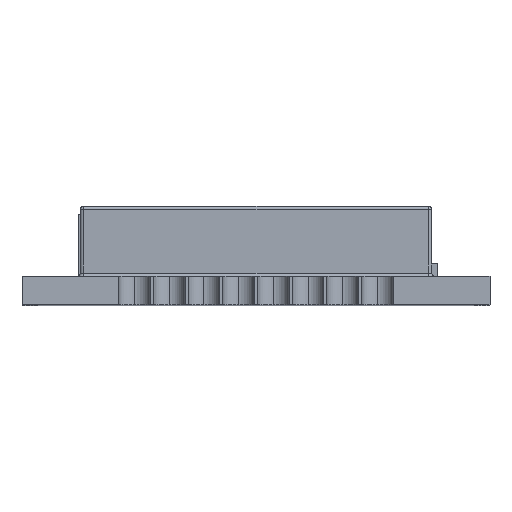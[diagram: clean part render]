
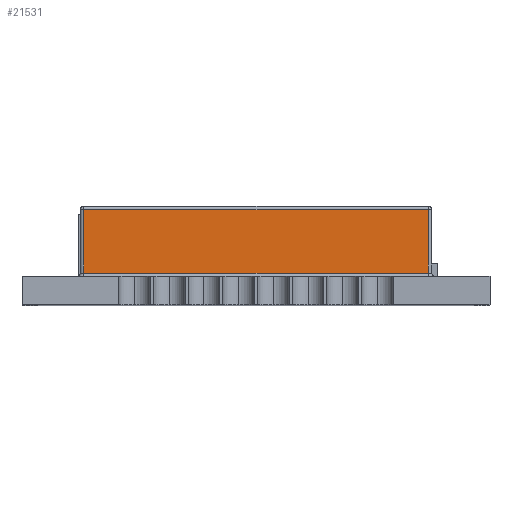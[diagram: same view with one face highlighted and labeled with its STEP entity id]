
A CAD part, top view. The second image highlights one B-rep face of the part: STEP entity #21531.
In plain terms, the highlighted planar face has unit normal (0, 0, 1).
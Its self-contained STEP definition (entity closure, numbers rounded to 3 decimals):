
#1091 = VECTOR ( 'NONE', #1162, 1000. ) ;
#1162 = DIRECTION ( 'NONE',  ( 0., -1., 0. ) ) ;
#1232 = ORIENTED_EDGE ( 'NONE', *, *, #17628, .T. ) ;
#1644 = VECTOR ( 'NONE', #18656, 1000. ) ;
#1969 = VECTOR ( 'NONE', #23978, 1000. ) ;
#2343 = VERTEX_POINT ( 'NONE', #24075 ) ;
#2841 = VERTEX_POINT ( 'NONE', #5427 ) ;
#3346 = EDGE_CURVE ( 'NONE', #14649, #2841, #9535, .T. ) ;
#3636 = DIRECTION ( 'NONE',  ( -1., 0., 0. ) ) ;
#4703 = ORIENTED_EDGE ( 'NONE', *, *, #3346, .T. ) ;
#5014 = CARTESIAN_POINT ( 'NONE',  ( -5., 0.9, 8.4 ) ) ;
#5427 = CARTESIAN_POINT ( 'NONE',  ( -4.9, 2.7, 8.4 ) ) ;
#5513 = EDGE_LOOP ( 'NONE', ( #8289, #13887, #1232, #4703 ) ) ;
#6236 = EDGE_CURVE ( 'NONE', #2343, #11527, #16314, .T. ) ;
#7066 = DIRECTION ( 'NONE',  ( -1., 0., 0. ) ) ;
#8289 = ORIENTED_EDGE ( 'NONE', *, *, #13397, .T. ) ;
#9116 = VECTOR ( 'NONE', #3636, 1000. ) ;
#9247 = LINE ( 'NONE', #10999, #1644 ) ;
#9535 = LINE ( 'NONE', #18957, #9116 ) ;
#10468 = CARTESIAN_POINT ( 'NONE',  ( -4.9, 2.8, 8.4 ) ) ;
#10999 = CARTESIAN_POINT ( 'NONE',  ( 4.9, 2.8, 8.4 ) ) ;
#11527 = VERTEX_POINT ( 'NONE', #20986 ) ;
#12464 = PLANE ( 'NONE',  #20236 ) ;
#12693 = CARTESIAN_POINT ( 'NONE',  ( 4.9, 2.7, 8.4 ) ) ;
#13397 = EDGE_CURVE ( 'NONE', #2841, #2343, #20396, .T. ) ;
#13887 = ORIENTED_EDGE ( 'NONE', *, *, #6236, .T. ) ;
#14649 = VERTEX_POINT ( 'NONE', #12693 ) ;
#16314 = LINE ( 'NONE', #5014, #1969 ) ;
#17628 = EDGE_CURVE ( 'NONE', #11527, #14649, #9247, .T. ) ;
#18489 = DIRECTION ( 'NONE',  ( 0., 0., -1. ) ) ;
#18656 = DIRECTION ( 'NONE',  ( 0., 1., 0. ) ) ;
#18957 = CARTESIAN_POINT ( 'NONE',  ( -5., 2.7, 8.4 ) ) ;
#20236 = AXIS2_PLACEMENT_3D ( 'NONE', #24271, #18489, #7066 ) ;
#20396 = LINE ( 'NONE', #10468, #1091 ) ;
#20986 = CARTESIAN_POINT ( 'NONE',  ( 4.9, 0.9, 8.4 ) ) ;
#21531 = ADVANCED_FACE ( 'NONE', ( #22263 ), #12464, .F. ) ;
#22263 = FACE_OUTER_BOUND ( 'NONE', #5513, .T. ) ;
#23978 = DIRECTION ( 'NONE',  ( 1., 0., 0. ) ) ;
#24075 = CARTESIAN_POINT ( 'NONE',  ( -4.9, 0.9, 8.4 ) ) ;
#24271 = CARTESIAN_POINT ( 'NONE',  ( -5., 2.8, 8.4 ) ) ;
